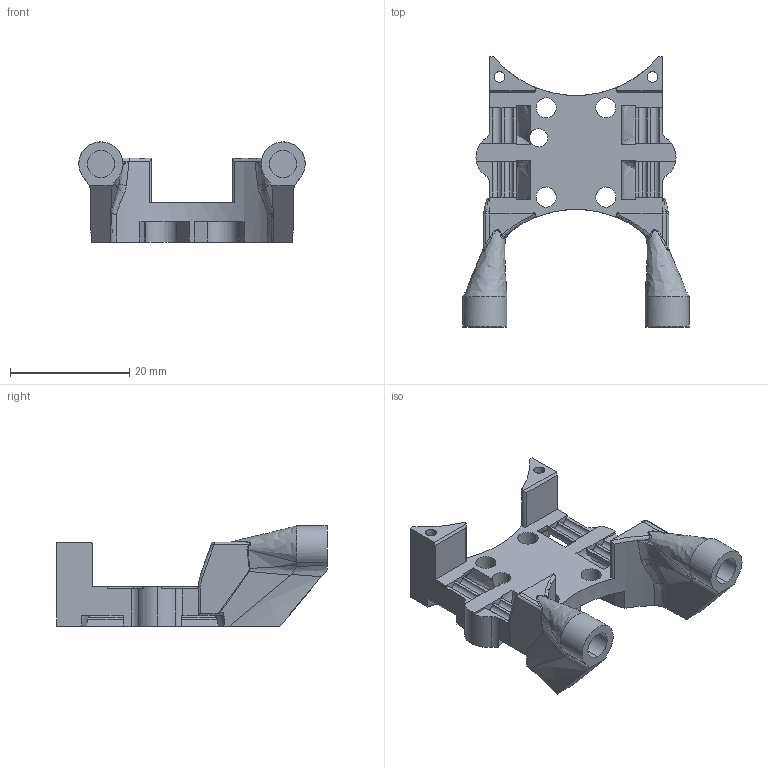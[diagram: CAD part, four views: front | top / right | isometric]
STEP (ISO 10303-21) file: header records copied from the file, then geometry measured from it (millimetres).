
FILE_DESCRIPTION (( 'STEP AP214' ), '1' );
FILE_NAME ('frenzy_p1_micron_carriage.STEP', '2022-02-10T01:01:18', ( '' ), ( '' ), 'SwSTEP 2.0', 'SolidWorks 2021', '' );
FILE_SCHEMA (( 'AUTOMOTIVE_DESIGN' ));
Length unit declared in the file: millimetre
Products named in the file (1): frenzy_p1_micron_carriage
Bounding box: 38 x 45.35 x 16.82 mm (x, y, z)
Volume: 5325.5 mm3; surface area: 5163.4 mm2
Topology: 1 solids, 1 shells, 307 faces, 875 edges, 560 vertices
Faces by surface type: plane 154, bspline 80, cylinder 63, cone 4, torus 4, sphere 2
Entity records: 12705 total; most frequent: CARTESIAN_POINT 5334, ORIENTED_EDGE 1742, DIRECTION 1253, EDGE_CURVE 871, VERTEX_POINT 560, AXIS2_PLACEMENT_3D 419, LINE 415, VECTOR 415
